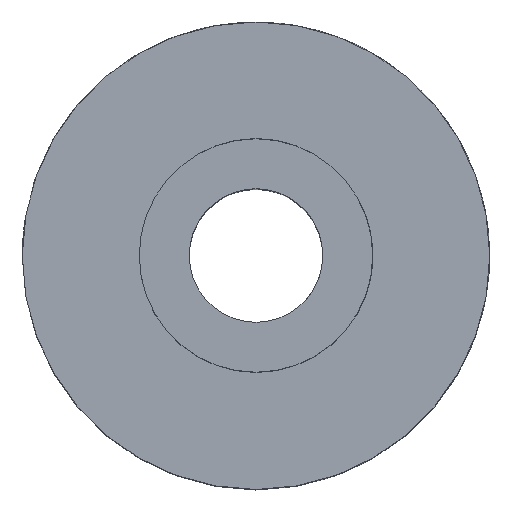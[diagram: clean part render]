
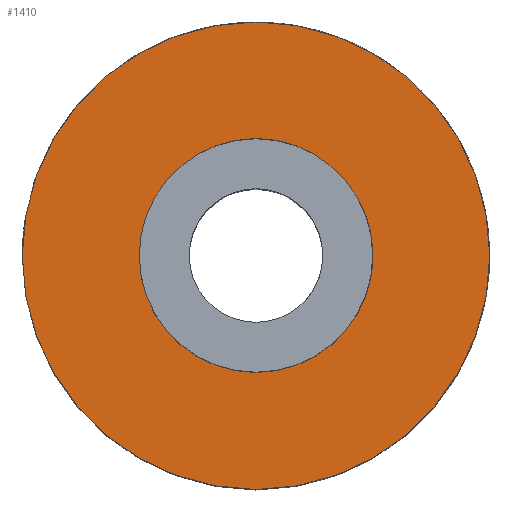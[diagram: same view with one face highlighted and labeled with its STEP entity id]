
A CAD part, top view. The second image highlights one B-rep face of the part: STEP entity #1410.
In plain terms, the highlighted planar face has unit normal (0, 0, 1).
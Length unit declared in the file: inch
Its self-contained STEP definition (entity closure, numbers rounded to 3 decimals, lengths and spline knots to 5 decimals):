
#23=FACE_BOUND('',#213,.T.);
#52=CIRCLE('',#1480,0.4375);
#71=CIRCLE('',#1510,0.2185);
#125=FACE_OUTER_BOUND('',#212,.T.);
#212=EDGE_LOOP('',(#1128));
#213=EDGE_LOOP('',(#1129));
#580=VERTEX_POINT('',#2044);
#606=VERTEX_POINT('',#2222);
#720=EDGE_CURVE('',#580,#580,#52,.T.);
#757=EDGE_CURVE('',#606,#606,#71,.T.);
#1128=ORIENTED_EDGE('',*,*,#720,.T.);
#1129=ORIENTED_EDGE('',*,*,#757,.F.);
#1331=PLANE('',#1546);
#1410=ADVANCED_FACE('',(#125,#23),#1331,.F.);
#1480=AXIS2_PLACEMENT_3D('',#2045,#1612,#1613);
#1510=AXIS2_PLACEMENT_3D('',#2224,#1684,#1685);
#1546=AXIS2_PLACEMENT_3D('',#2456,#1836,#1837);
#1612=DIRECTION('center_axis',(0.,0.,1.));
#1613=DIRECTION('ref_axis',(1.,0.,0.));
#1684=DIRECTION('center_axis',(0.,0.,1.));
#1685=DIRECTION('ref_axis',(1.,0.,0.));
#1836=DIRECTION('center_axis',(0.,0.,-1.));
#1837=DIRECTION('ref_axis',(-1.,0.,0.));
#2044=CARTESIAN_POINT('',(-0.4375,0.,0.157));
#2045=CARTESIAN_POINT('Origin',(0.,0.,0.157));
#2222=CARTESIAN_POINT('',(-0.2185,0.,0.157));
#2224=CARTESIAN_POINT('Origin',(0.,0.,0.157));
#2456=CARTESIAN_POINT('Origin',(0.,-0.2185,0.157));
